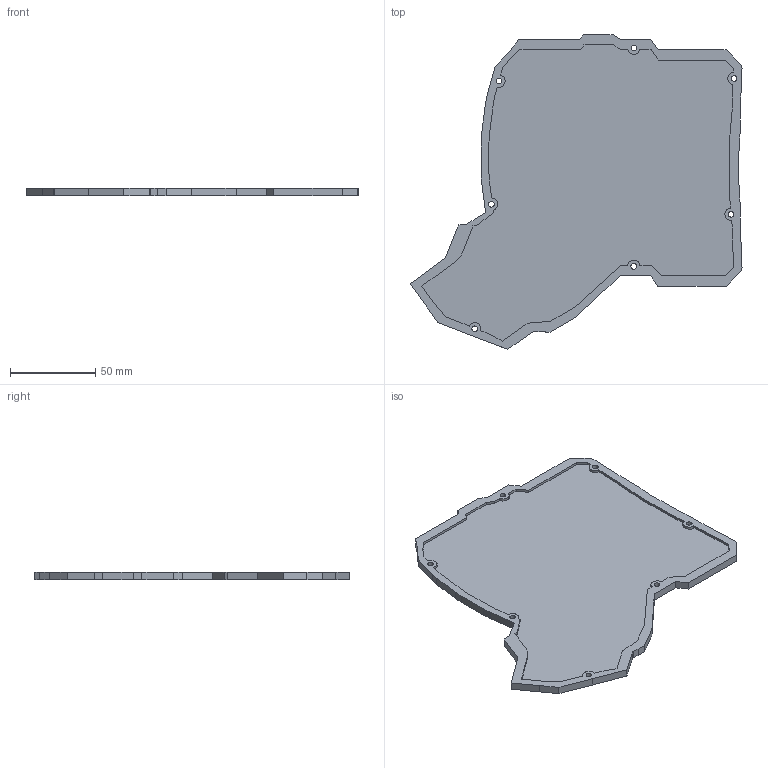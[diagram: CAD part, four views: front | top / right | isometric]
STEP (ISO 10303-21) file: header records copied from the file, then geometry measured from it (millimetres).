
FILE_DESCRIPTION(('Open CASCADE Model'),'2;1');
FILE_NAME('Open CASCADE Shape Model','2024-03-27T00:24:02',('Author'),( 'Open CASCADE'),'Open CASCADE STEP processor 7.7','Open CASCADE 7.7' ,'Unknown');
FILE_SCHEMA(('AUTOMOTIVE_DESIGN { 1 0 10303 214 1 1 1 1 }'));
Length unit declared in the file: millimetre
Products named in the file (1): Open CASCADE STEP translator 7.7 2
Bounding box: 194.25 x 184.06 x 4.5 mm (x, y, z)
Volume: 78206.6 mm3; surface area: 53306.2 mm2
Topology: 1 solids, 1 shells, 138 faces, 384 edges, 256 vertices
Faces by surface type: plane 117, cylinder 21
Full cylindrical faces by diameter (mm): 3.3 x7, 6 x7
Entity records: 9421 total; most frequent: CARTESIAN_POINT 1589, DIRECTION 1465, LINE 1068, VECTOR 1068, ORIENTED_EDGE 768, PCURVE 768, DEFINITIONAL_REPRESENTATION 768, EDGE_CURVE 384
